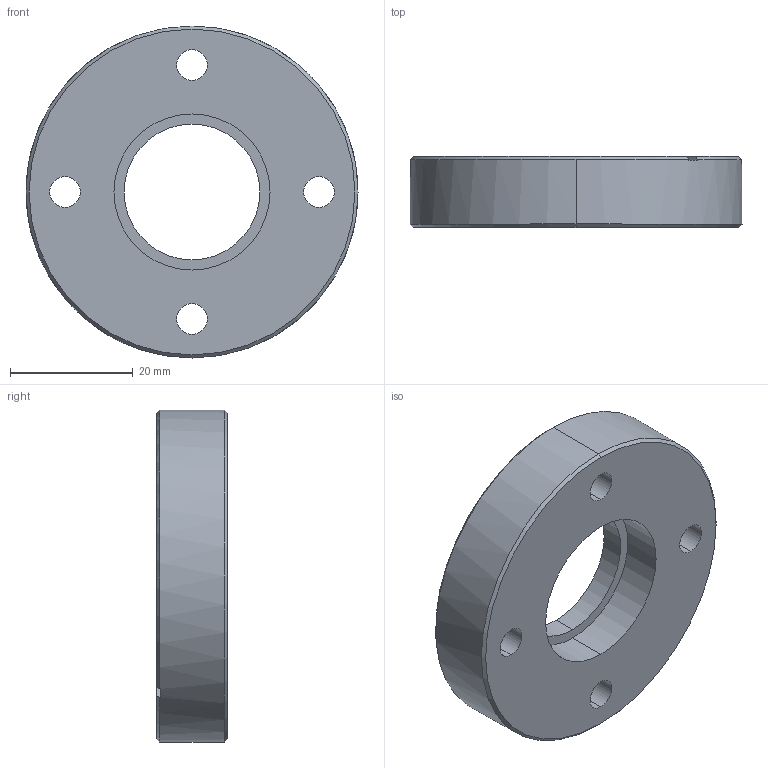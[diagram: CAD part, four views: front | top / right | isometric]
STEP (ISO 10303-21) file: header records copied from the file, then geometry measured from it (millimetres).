
FILE_DESCRIPTION (( 'STEP AP214' ), '1' );
FILE_NAME ('Hositrad_CF25-25-T.STEP', '2022-04-05T12:40:02', ( '' ), ( '' ), 'SwSTEP 2.0', 'SolidWorks 2021', '' );
FILE_SCHEMA (( 'AUTOMOTIVE_DESIGN' ));
Length unit declared in the file: millimetre
Products named in the file (1): Hositrad_CF25-25-T
Bounding box: 54 x 11.5 x 54 mm (x, y, z)
Volume: 19621.7 mm3; surface area: 7247.9 mm2
Topology: 1 solids, 1 shells, 36 faces, 92 edges, 59 vertices
Faces by surface type: cylinder 16, plane 11, cone 9
Entity records: 1255 total; most frequent: DIRECTION 211, CARTESIAN_POINT 200, ORIENTED_EDGE 184, EDGE_CURVE 92, AXIS2_PLACEMENT_3D 86, VERTEX_POINT 59, CIRCLE 49, EDGE_LOOP 47
